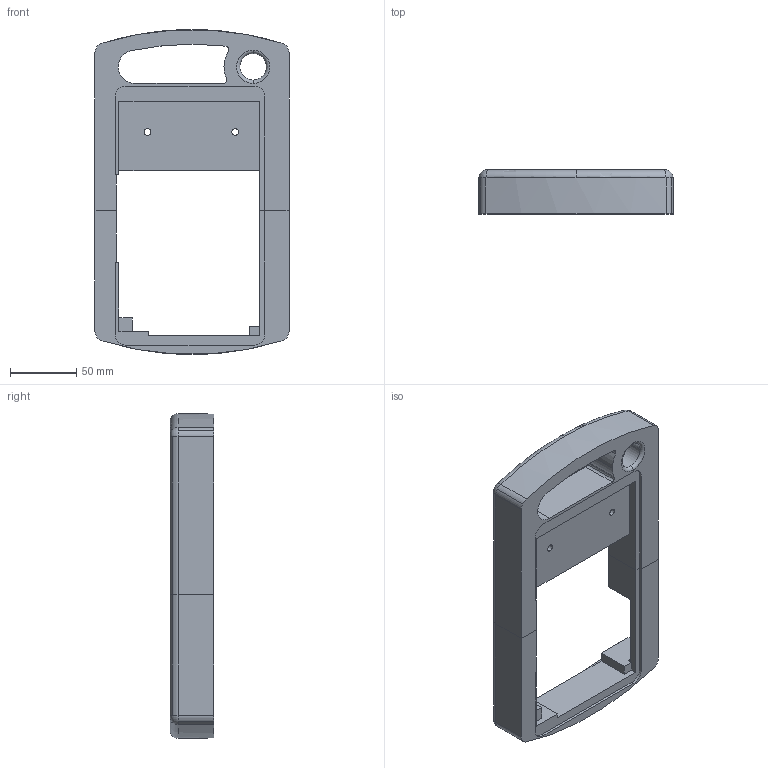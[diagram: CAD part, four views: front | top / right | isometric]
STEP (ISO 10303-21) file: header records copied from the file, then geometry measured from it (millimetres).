
FILE_DESCRIPTION(('STEP AP214'),'1');
FILE_NAME('BACK.stp','2018-11-01T13:10:16',(' '),(' '),'Spatial InterOp 3D',' ',' ');
FILE_SCHEMA(('AUTOMOTIVE_DESIGN { 1 0 10303 214 1 1 1 1 }'));
Length unit declared in the file: metre
Products named in the file (3): BACK; part2; part1
Assembly tree (2 placements, depth 2):
  BACK
    part2
    part1
Bounding box: 146 x 33 x 244.52 mm (x, y, z)
Volume: 441412.3 mm3; surface area: 89781.4 mm2
Topology: 2 solids, 2 shells, 153 faces, 419 edges, 274 vertices
Faces by surface type: plane 81, cylinder 56, torus 16
Entity records: 6269 total; most frequent: CARTESIAN_POINT 929, DIRECTION 874, ORIENTED_EDGE 838, EDGE_CURVE 419, AXIS2_PLACEMENT_3D 303, VERTEX_POINT 274, LINE 268, VECTOR 268
